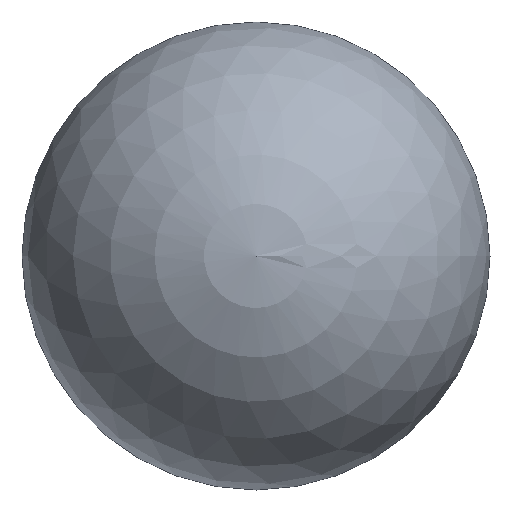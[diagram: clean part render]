
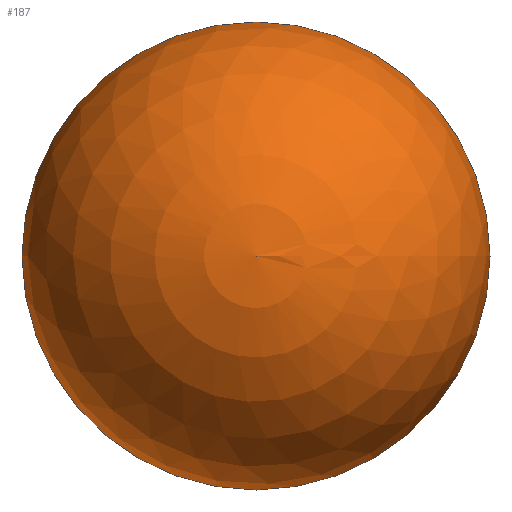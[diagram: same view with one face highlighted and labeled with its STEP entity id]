
A CAD part, front view. The second image highlights one B-rep face of the part: STEP entity #187.
In plain terms, the highlighted spherical face has radius 0.5 mm.
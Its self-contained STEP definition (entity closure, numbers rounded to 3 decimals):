
#3 = ORIENTED_EDGE ( 'NONE', *, *, #154, .F. ) ;
#9 = CARTESIAN_POINT ( 'NONE',  ( 0., 0., 0.5 ) ) ;
#19 = EDGE_CURVE ( 'NONE', #133, #95, #126, .T. ) ;
#27 = CARTESIAN_POINT ( 'NONE',  ( 0., 0., 0. ) ) ;
#42 = CIRCLE ( 'NONE', #79, 0.5 ) ;
#56 = EDGE_LOOP ( 'NONE', ( #3, #171 ) ) ;
#57 = CARTESIAN_POINT ( 'NONE',  ( 0., 0., 0. ) ) ;
#69 = FACE_OUTER_BOUND ( 'NONE', #56, .T. ) ;
#73 = DIRECTION ( 'NONE',  ( 0., 0., 1. ) ) ;
#75 = DIRECTION ( 'NONE',  ( 1., 0., 0. ) ) ;
#79 = AXIS2_PLACEMENT_3D ( 'NONE', #27, #199, #73 ) ;
#88 = CARTESIAN_POINT ( 'NONE',  ( 0., 0., 0. ) ) ;
#95 = VERTEX_POINT ( 'NONE', #196 ) ;
#100 = DIRECTION ( 'NONE',  ( 0., -1., 0. ) ) ;
#126 = CIRCLE ( 'NONE', #164, 0.5 ) ;
#130 = DIRECTION ( 'NONE',  ( 0., -1., 0. ) ) ;
#133 = VERTEX_POINT ( 'NONE', #9 ) ;
#149 = SPHERICAL_SURFACE ( 'NONE', #172, 0.5 ) ;
#154 = EDGE_CURVE ( 'NONE', #133, #95, #42, .T. ) ;
#164 = AXIS2_PLACEMENT_3D ( 'NONE', #88, #100, #175 ) ;
#171 = ORIENTED_EDGE ( 'NONE', *, *, #19, .T. ) ;
#172 = AXIS2_PLACEMENT_3D ( 'NONE', #57, #130, #75 ) ;
#175 = DIRECTION ( 'NONE',  ( 1., 0., 0. ) ) ;
#187 = ADVANCED_FACE ( 'NONE', ( #69 ), #149, .T. ) ;
#196 = CARTESIAN_POINT ( 'NONE',  ( 0., 0., -0.5 ) ) ;
#199 = DIRECTION ( 'NONE',  ( 0., 1., 0. ) ) ;
